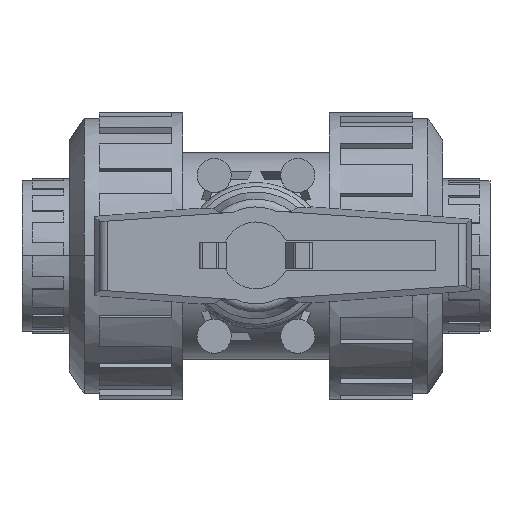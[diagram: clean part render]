
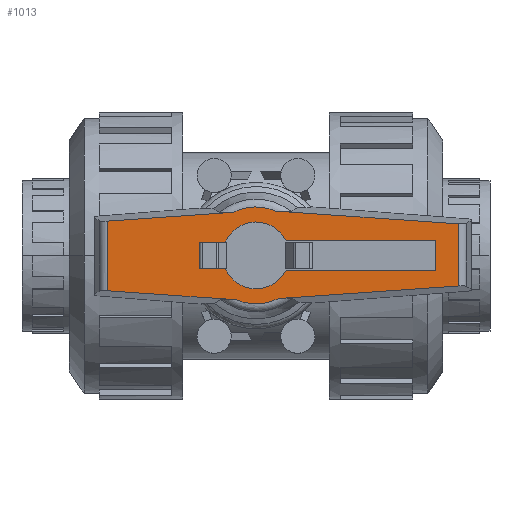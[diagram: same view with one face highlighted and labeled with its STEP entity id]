
A CAD part, top view. The second image highlights one B-rep face of the part: STEP entity #1013.
In plain terms, the highlighted planar face has unit normal (0, 0, 1).
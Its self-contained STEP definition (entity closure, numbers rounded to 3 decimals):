
#1013=ADVANCED_FACE('',(#2252,#2253),#2254,.T.);
#2252=FACE_BOUND('',#3716,.T.);
#2253=FACE_OUTER_BOUND('',#3717,.T.);
#2254=PLANE('',#3718);
#3716=EDGE_LOOP('',(#7009,#7010,#7011,#7012,#7013,#7014,#7015,#7016));
#3717=EDGE_LOOP('',(#7017,#7018,#7019,#7020,#7021,#7022,#7023,#7024));
#3718=AXIS2_PLACEMENT_3D('',#7025,#7026,#7027);
#7009=ORIENTED_EDGE('',*,*,#10229,.F.);
#7010=ORIENTED_EDGE('',*,*,#10230,.F.);
#7011=ORIENTED_EDGE('',*,*,#10231,.F.);
#7012=ORIENTED_EDGE('',*,*,#10232,.F.);
#7013=ORIENTED_EDGE('',*,*,#10233,.F.);
#7014=ORIENTED_EDGE('',*,*,#10234,.T.);
#7015=ORIENTED_EDGE('',*,*,#10235,.T.);
#7016=ORIENTED_EDGE('',*,*,#10222,.T.);
#7017=ORIENTED_EDGE('',*,*,#10236,.T.);
#7018=ORIENTED_EDGE('',*,*,#10237,.T.);
#7019=ORIENTED_EDGE('',*,*,#10238,.T.);
#7020=ORIENTED_EDGE('',*,*,#10239,.F.);
#7021=ORIENTED_EDGE('',*,*,#10240,.T.);
#7022=ORIENTED_EDGE('',*,*,#10241,.T.);
#7023=ORIENTED_EDGE('',*,*,#10242,.T.);
#7024=ORIENTED_EDGE('',*,*,#10243,.T.);
#7025=CARTESIAN_POINT('',(5.807,0.0,119.567));
#7026=DIRECTION('',(0.0,0.0,1.0));
#7027=DIRECTION('',(1.0,0.0,0.0));
#10222=EDGE_CURVE('',#12749,#12747,#12750,.T.);
#10229=EDGE_CURVE('',#12761,#12747,#12762,.T.);
#10230=EDGE_CURVE('',#12763,#12761,#12764,.T.);
#10231=EDGE_CURVE('',#12765,#12763,#12766,.T.);
#10232=EDGE_CURVE('',#12767,#12765,#12768,.T.);
#10233=EDGE_CURVE('',#12769,#12767,#12770,.T.);
#10234=EDGE_CURVE('',#12769,#12771,#12772,.T.);
#10235=EDGE_CURVE('',#12771,#12749,#12773,.T.);
#10236=EDGE_CURVE('',#12774,#12775,#12776,.T.);
#10237=EDGE_CURVE('',#12775,#12777,#12778,.T.);
#10238=EDGE_CURVE('',#12777,#12779,#12780,.T.);
#10239=EDGE_CURVE('',#12781,#12779,#12782,.T.);
#10240=EDGE_CURVE('',#12781,#12783,#12784,.T.);
#10241=EDGE_CURVE('',#12783,#12785,#12786,.T.);
#10242=EDGE_CURVE('',#12785,#12787,#12788,.T.);
#10243=EDGE_CURVE('',#12787,#12774,#12789,.T.);
#12747=VERTEX_POINT('',#16564);
#12749=VERTEX_POINT('',#16567);
#12750=LINE('',#16568,#16569);
#12761=VERTEX_POINT('',#16583);
#12762=CIRCLE('',#16584,8.0);
#12763=VERTEX_POINT('',#16585);
#12764=LINE('',#16586,#16587);
#12765=VERTEX_POINT('',#16588);
#12766=LINE('',#16589,#16590);
#12767=VERTEX_POINT('',#16591);
#12768=LINE('',#16592,#16593);
#12769=VERTEX_POINT('',#16594);
#12770=CIRCLE('',#16595,8.0);
#12771=VERTEX_POINT('',#16596);
#12772=LINE('',#16597,#16598);
#12773=LINE('',#16599,#16600);
#12774=VERTEX_POINT('',#16601);
#12775=VERTEX_POINT('',#16602);
#12776=LINE('',#16603,#16604);
#12777=VERTEX_POINT('',#16605);
#12778=CIRCLE('',#16606,11.613);
#12779=VERTEX_POINT('',#16607);
#12780=LINE('',#16608,#16609);
#12781=VERTEX_POINT('',#16610);
#12782=LINE('',#16611,#16612);
#12783=VERTEX_POINT('',#16613);
#12784=LINE('',#16614,#16615);
#12785=VERTEX_POINT('',#16616);
#12786=CIRCLE('',#16617,11.613);
#12787=VERTEX_POINT('',#16618);
#12788=LINE('',#16619,#16620);
#12789=LINE('',#16621,#16622);
#16564=CARTESIAN_POINT('',(-7.354,3.15,119.567));
#16567=CARTESIAN_POINT('',(-13.417,3.15,119.567));
#16568=CARTESIAN_POINT('',(-2.269,3.15,119.567));
#16569=VECTOR('',#19671,1.0);
#16583=CARTESIAN_POINT('',(7.194,3.5,119.567));
#16584=AXIS2_PLACEMENT_3D('',#19681,#19682,#19683);
#16585=CARTESIAN_POINT('',(42.917,3.5,119.567));
#16586=CARTESIAN_POINT('',(13.632,3.5,119.567));
#16587=VECTOR('',#19684,1.0);
#16588=CARTESIAN_POINT('',(42.917,-3.5,119.567));
#16589=CARTESIAN_POINT('',(42.917,0.0,119.567));
#16590=VECTOR('',#19685,1.0);
#16591=CARTESIAN_POINT('',(7.194,-3.5,119.567));
#16592=CARTESIAN_POINT('',(13.632,-3.5,119.567));
#16593=VECTOR('',#19686,1.0);
#16594=CARTESIAN_POINT('',(-7.354,-3.15,119.567));
#16595=AXIS2_PLACEMENT_3D('',#19687,#19688,#19689);
#16596=CARTESIAN_POINT('',(-13.417,-3.15,119.567));
#16597=CARTESIAN_POINT('',(-2.269,-3.15,119.567));
#16598=VECTOR('',#19690,1.0);
#16599=CARTESIAN_POINT('',(-13.417,4.725,119.567));
#16600=VECTOR('',#19691,1.0);
#16601=CARTESIAN_POINT('',(-35.537,-8.455,119.567));
#16602=CARTESIAN_POINT('',(-4.722,-10.61,119.567));
#16603=CARTESIAN_POINT('',(-3.994,-10.661,119.567));
#16604=VECTOR('',#19692,1.0);
#16605=CARTESIAN_POINT('',(5.327,-10.319,119.567));
#16606=AXIS2_PLACEMENT_3D('',#19693,#19694,#19695);
#16607=CARTESIAN_POINT('',(48.412,-7.307,119.567));
#16608=CARTESIAN_POINT('',(28.065,-8.729,119.567));
#16609=VECTOR('',#19696,1.0);
#16610=CARTESIAN_POINT('',(48.412,7.555,119.567));
#16611=CARTESIAN_POINT('',(48.412,12.6,119.567));
#16612=VECTOR('',#19697,1.0);
#16613=CARTESIAN_POINT('',(4.722,10.61,119.567));
#16614=CARTESIAN_POINT('',(27.206,9.038,119.567));
#16615=VECTOR('',#19698,1.0);
#16616=CARTESIAN_POINT('',(-5.327,10.319,119.567));
#16617=AXIS2_PLACEMENT_3D('',#19699,#19700,#19701);
#16618=CARTESIAN_POINT('',(-35.537,8.207,119.567));
#16619=CARTESIAN_POINT('',(-3.1,10.475,119.567));
#16620=VECTOR('',#19702,1.0);
#16621=CARTESIAN_POINT('',(-35.537,12.6,119.567));
#16622=VECTOR('',#19703,1.0);
#19671=DIRECTION('',(1.0,0.0,0.0));
#19681=CARTESIAN_POINT('',(0.0,0.0,119.567));
#19682=DIRECTION('',(0.0,0.0,1.0));
#19683=DIRECTION('',(1.0,0.0,0.0));
#19684=DIRECTION('',(-1.0,0.0,0.0));
#19685=DIRECTION('',(0.0,1.0,-0.0));
#19686=DIRECTION('',(1.0,0.0,0.0));
#19687=CARTESIAN_POINT('',(0.0,0.0,119.567));
#19688=DIRECTION('',(0.0,0.0,1.0));
#19689=DIRECTION('',(1.0,0.0,0.0));
#19690=DIRECTION('',(-1.0,0.0,0.0));
#19691=DIRECTION('',(0.0,1.0,-0.0));
#19692=DIRECTION('',(0.998,-0.07,0.0));
#19693=CARTESIAN_POINT('',(0.0,0.0,119.567));
#19694=DIRECTION('',(0.0,0.0,1.0));
#19695=DIRECTION('',(1.0,0.0,0.0));
#19696=DIRECTION('',(0.998,0.07,-0.0));
#19697=DIRECTION('',(0.0,-1.0,0.0));
#19698=DIRECTION('',(-0.998,0.07,0.0));
#19699=CARTESIAN_POINT('',(0.0,0.0,119.567));
#19700=DIRECTION('',(0.0,0.0,1.0));
#19701=DIRECTION('',(1.0,0.0,0.0));
#19702=DIRECTION('',(-0.998,-0.07,0.0));
#19703=DIRECTION('',(0.0,-1.0,0.0));
